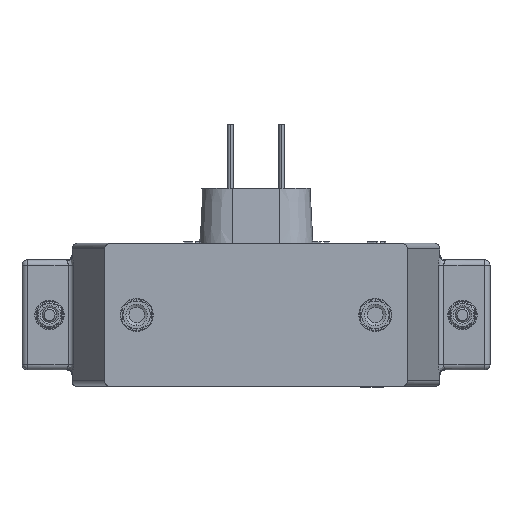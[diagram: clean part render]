
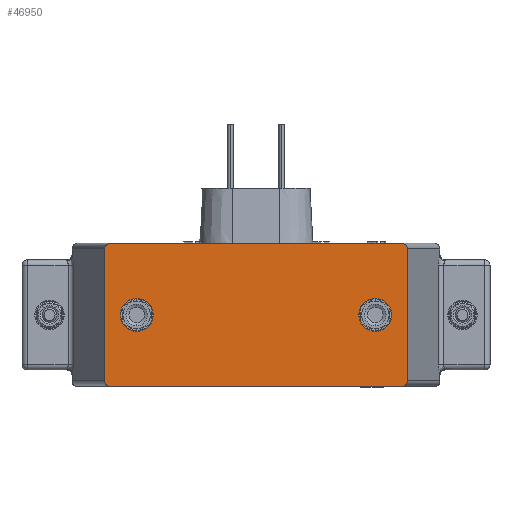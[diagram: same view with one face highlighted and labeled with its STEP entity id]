
A CAD part, front view. The second image highlights one B-rep face of the part: STEP entity #46950.
In plain terms, the highlighted planar face has unit normal (0, -1, 0).
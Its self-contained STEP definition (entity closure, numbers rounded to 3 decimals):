
#1078 = CARTESIAN_POINT ( 'NONE',  ( 82.449, -103., -36. ) ) ;
#1170 = ORIENTED_EDGE ( 'NONE', *, *, #49264, .T. ) ;
#1677 = VECTOR ( 'NONE', #5805, 1000. ) ;
#1857 = ORIENTED_EDGE ( 'NONE', *, *, #56361, .F. ) ;
#2417 = DIRECTION ( 'NONE',  ( 0., -1., 0. ) ) ;
#4286 = CARTESIAN_POINT ( 'NONE',  ( -79.343, -103., 39. ) ) ;
#5711 = VERTEX_POINT ( 'NONE', #34456 ) ;
#5803 = DIRECTION ( 'NONE',  ( 1., 0., 0. ) ) ;
#5805 = DIRECTION ( 'NONE',  ( 0., 0., -1. ) ) ;
#7712 = DIRECTION ( 'NONE',  ( 1., 0., 0. ) ) ;
#8108 = CARTESIAN_POINT ( 'NONE',  ( 82.449, -103., -36. ) ) ;
#8999 = EDGE_CURVE ( 'NONE', #15925, #54692, #11879, .T. ) ;
#10875 = CARTESIAN_POINT ( 'NONE',  ( -82.449, -103., -36. ) ) ;
#11273 = ORIENTED_EDGE ( 'NONE', *, *, #84843, .T. ) ;
#11617 = CARTESIAN_POINT ( 'NONE',  ( -79.343, -103., 39. ) ) ;
#11879 =( BOUNDED_CURVE ( )  B_SPLINE_CURVE ( 3, ( #19519, #57226, #113507, #1078 ),
 .UNSPECIFIED., .F., .T. ) 
 B_SPLINE_CURVE_WITH_KNOTS ( ( 4, 4 ),
 ( 1.571, 3.142 ),
 .UNSPECIFIED. ) 
 CURVE ( )  GEOMETRIC_REPRESENTATION_ITEM ( )  RATIONAL_B_SPLINE_CURVE ( ( 1., 0.805, 0.805, 1. ) ) 
 REPRESENTATION_ITEM ( '' )  );
#12887 = CARTESIAN_POINT ( 'NONE',  ( -82.449, -103., -39. ) ) ;
#14119 = CARTESIAN_POINT ( 'NONE',  ( 81.163, -103., 39. ) ) ;
#14419 = CARTESIAN_POINT ( 'NONE',  ( -79.343, -103., -39. ) ) ;
#15600 = ORIENTED_EDGE ( 'NONE', *, *, #77343, .F. ) ;
#15925 = VERTEX_POINT ( 'NONE', #72786 ) ;
#16442 = DIRECTION ( 'NONE',  ( 0., 0., 1. ) ) ;
#17631 = CARTESIAN_POINT ( 'NONE',  ( 82.449, -103., 39. ) ) ;
#19519 = CARTESIAN_POINT ( 'NONE',  ( 79.343, -103., -39. ) ) ;
#20242 = CARTESIAN_POINT ( 'NONE',  ( -82.449, -103., -37.757 ) ) ;
#21789 = EDGE_CURVE ( 'NONE', #63196, #41105, #89579, .T. ) ;
#22534 = ORIENTED_EDGE ( 'NONE', *, *, #66332, .F. ) ;
#22969 = CARTESIAN_POINT ( 'NONE',  ( -82.449, -103., 39. ) ) ;
#29674 = CARTESIAN_POINT ( 'NONE',  ( -79.343, -103., -39. ) ) ;
#29743 = CIRCLE ( 'NONE', #65313, 9. ) ;
#30478 = VECTOR ( 'NONE', #60717, 1000. ) ;
#31440 = FACE_BOUND ( 'NONE', #62333, .T. ) ;
#34134 = CARTESIAN_POINT ( 'NONE',  ( -82.449, -103., 39. ) ) ;
#34456 = CARTESIAN_POINT ( 'NONE',  ( 74., -103., 0. ) ) ;
#36706 = VERTEX_POINT ( 'NONE', #62939 ) ;
#36748 = ORIENTED_EDGE ( 'NONE', *, *, #78886, .T. ) ;
#39937 = CARTESIAN_POINT ( 'NONE',  ( 82.449, -103., 36. ) ) ;
#41105 = VERTEX_POINT ( 'NONE', #114385 ) ;
#41497 = DIRECTION ( 'NONE',  ( 0., -1., 0. ) ) ;
#41613 = CARTESIAN_POINT ( 'NONE',  ( -82.449, -103., 37.757 ) ) ;
#43706 = CARTESIAN_POINT ( 'NONE',  ( -82.449, -103., -36. ) ) ;
#43966 = AXIS2_PLACEMENT_3D ( 'NONE', #97790, #41497, #107139 ) ;
#44561 = ORIENTED_EDGE ( 'NONE', *, *, #66709, .F. ) ;
#44989 = EDGE_CURVE ( 'NONE', #110972, #71665, #57420, .T. ) ;
#46950 = ADVANCED_FACE ( 'NONE', ( #103335, #31440, #53446 ), #91196, .F. ) ;
#47904 = EDGE_LOOP ( 'NONE', ( #1857, #57700, #36748, #108740, #1170, #61493, #22534, #11273 ) ) ;
#49264 = EDGE_CURVE ( 'NONE', #71665, #15925, #105043, .T. ) ;
#50970 = DIRECTION ( 'NONE',  ( 1., 0., 0. ) ) ;
#51728 = AXIS2_PLACEMENT_3D ( 'NONE', #120088, #63876, #7712 ) ;
#52274 = EDGE_CURVE ( 'NONE', #62868, #5711, #94572, .T. ) ;
#53446 = FACE_OUTER_BOUND ( 'NONE', #47904, .T. ) ;
#54692 = VERTEX_POINT ( 'NONE', #8108 ) ;
#55411 = LINE ( 'NONE', #22969, #30478 ) ;
#56361 = EDGE_CURVE ( 'NONE', #63196, #108399, #55411, .T. ) ;
#57226 = CARTESIAN_POINT ( 'NONE',  ( 81.163, -103., -39. ) ) ;
#57420 =( BOUNDED_CURVE ( )  B_SPLINE_CURVE ( 3, ( #10875, #20242, #67059, #29674 ),
 .UNSPECIFIED., .F., .F. ) 
 B_SPLINE_CURVE_WITH_KNOTS ( ( 4, 4 ),
 ( 0., 1.571 ),
 .UNSPECIFIED. ) 
 CURVE ( )  GEOMETRIC_REPRESENTATION_ITEM ( )  RATIONAL_B_SPLINE_CURVE ( ( 1., 0.805, 0.805, 1. ) ) 
 REPRESENTATION_ITEM ( '' )  );
#57700 = ORIENTED_EDGE ( 'NONE', *, *, #21789, .T. ) ;
#58567 = CARTESIAN_POINT ( 'NONE',  ( 65., -103., 0. ) ) ;
#60717 = DIRECTION ( 'NONE',  ( 1., 0., 0. ) ) ;
#61493 = ORIENTED_EDGE ( 'NONE', *, *, #8999, .T. ) ;
#61842 = LINE ( 'NONE', #17631, #111725 ) ;
#61940 = AXIS2_PLACEMENT_3D ( 'NONE', #58567, #2417, #68093 ) ;
#62024 = DIRECTION ( 'NONE',  ( 0., -1., 0. ) ) ;
#62333 = EDGE_LOOP ( 'NONE', ( #15600, #115582 ) ) ;
#62868 = VERTEX_POINT ( 'NONE', #89340 ) ;
#62939 = CARTESIAN_POINT ( 'NONE',  ( 82.449, -103., 36. ) ) ;
#63112 = AXIS2_PLACEMENT_3D ( 'NONE', #119438, #72737, #16442 ) ;
#63196 = VERTEX_POINT ( 'NONE', #11617 ) ;
#63876 = DIRECTION ( 'NONE',  ( 0., -1., 0. ) ) ;
#65313 = AXIS2_PLACEMENT_3D ( 'NONE', #118226, #62024, #5803 ) ;
#66332 = EDGE_CURVE ( 'NONE', #36706, #54692, #61842, .T. ) ;
#66709 = EDGE_CURVE ( 'NONE', #5711, #62868, #91364, .T. ) ;
#67059 = CARTESIAN_POINT ( 'NONE',  ( -81.163, -103., -39. ) ) ;
#68093 = DIRECTION ( 'NONE',  ( 1., 0., 0. ) ) ;
#69987 = CARTESIAN_POINT ( 'NONE',  ( -82.449, -103., 36. ) ) ;
#70546 = ORIENTED_EDGE ( 'NONE', *, *, #52274, .F. ) ;
#71665 = VERTEX_POINT ( 'NONE', #14419 ) ;
#72196 = CARTESIAN_POINT ( 'NONE',  ( -56., -103., 0. ) ) ;
#72737 = DIRECTION ( 'NONE',  ( 0., 1., 0. ) ) ;
#72786 = CARTESIAN_POINT ( 'NONE',  ( 79.343, -103., -39. ) ) ;
#73089 =( BOUNDED_CURVE ( )  B_SPLINE_CURVE ( 3, ( #39937, #117068, #14119, #79791 ),
 .UNSPECIFIED., .F., .F. ) 
 B_SPLINE_CURVE_WITH_KNOTS ( ( 4, 4 ),
 ( 0., 1.571 ),
 .UNSPECIFIED. ) 
 CURVE ( )  GEOMETRIC_REPRESENTATION_ITEM ( )  RATIONAL_B_SPLINE_CURVE ( ( 1., 0.805, 0.805, 1. ) ) 
 REPRESENTATION_ITEM ( '' )  );
#77343 = EDGE_CURVE ( 'NONE', #80843, #97943, #29743, .T. ) ;
#78886 = EDGE_CURVE ( 'NONE', #41105, #110972, #79558, .T. ) ;
#78994 = CARTESIAN_POINT ( 'NONE',  ( -81.163, -103., 39. ) ) ;
#79558 = LINE ( 'NONE', #34134, #1677 ) ;
#79791 = CARTESIAN_POINT ( 'NONE',  ( 79.343, -103., 39. ) ) ;
#80843 = VERTEX_POINT ( 'NONE', #72196 ) ;
#82763 = CIRCLE ( 'NONE', #43966, 9. ) ;
#83120 = VECTOR ( 'NONE', #50970, 1000. ) ;
#83352 = DIRECTION ( 'NONE',  ( 0., 0., -1. ) ) ;
#84843 = EDGE_CURVE ( 'NONE', #36706, #108399, #73089, .T. ) ;
#89340 = CARTESIAN_POINT ( 'NONE',  ( 56., -103., 0. ) ) ;
#89579 =( BOUNDED_CURVE ( )  B_SPLINE_CURVE ( 3, ( #4286, #78994, #41613, #69987 ),
 .UNSPECIFIED., .F., .T. ) 
 B_SPLINE_CURVE_WITH_KNOTS ( ( 4, 4 ),
 ( 1.571, 3.142 ),
 .UNSPECIFIED. ) 
 CURVE ( )  GEOMETRIC_REPRESENTATION_ITEM ( )  RATIONAL_B_SPLINE_CURVE ( ( 1., 0.805, 0.805, 1. ) ) 
 REPRESENTATION_ITEM ( '' )  );
#91196 = PLANE ( 'NONE',  #63112 ) ;
#91364 = CIRCLE ( 'NONE', #61940, 9. ) ;
#91663 = EDGE_LOOP ( 'NONE', ( #44561, #70546 ) ) ;
#94572 = CIRCLE ( 'NONE', #51728, 9. ) ;
#94973 = CARTESIAN_POINT ( 'NONE',  ( 79.343, -103., 39. ) ) ;
#97790 = CARTESIAN_POINT ( 'NONE',  ( -65., -103., 0. ) ) ;
#97943 = VERTEX_POINT ( 'NONE', #104326 ) ;
#103335 = FACE_BOUND ( 'NONE', #91663, .T. ) ;
#104326 = CARTESIAN_POINT ( 'NONE',  ( -74., -103., 0. ) ) ;
#105043 = LINE ( 'NONE', #12887, #83120 ) ;
#107139 = DIRECTION ( 'NONE',  ( 1., 0., 0. ) ) ;
#108130 = EDGE_CURVE ( 'NONE', #97943, #80843, #82763, .T. ) ;
#108399 = VERTEX_POINT ( 'NONE', #94973 ) ;
#108740 = ORIENTED_EDGE ( 'NONE', *, *, #44989, .T. ) ;
#110972 = VERTEX_POINT ( 'NONE', #43706 ) ;
#111725 = VECTOR ( 'NONE', #83352, 1000. ) ;
#113507 = CARTESIAN_POINT ( 'NONE',  ( 82.449, -103., -37.757 ) ) ;
#114385 = CARTESIAN_POINT ( 'NONE',  ( -82.449, -103., 36. ) ) ;
#115582 = ORIENTED_EDGE ( 'NONE', *, *, #108130, .F. ) ;
#117068 = CARTESIAN_POINT ( 'NONE',  ( 82.449, -103., 37.757 ) ) ;
#118226 = CARTESIAN_POINT ( 'NONE',  ( -65., -103., 0. ) ) ;
#119438 = CARTESIAN_POINT ( 'NONE',  ( -82.449, -103., 39. ) ) ;
#120088 = CARTESIAN_POINT ( 'NONE',  ( 65., -103., 0. ) ) ;
